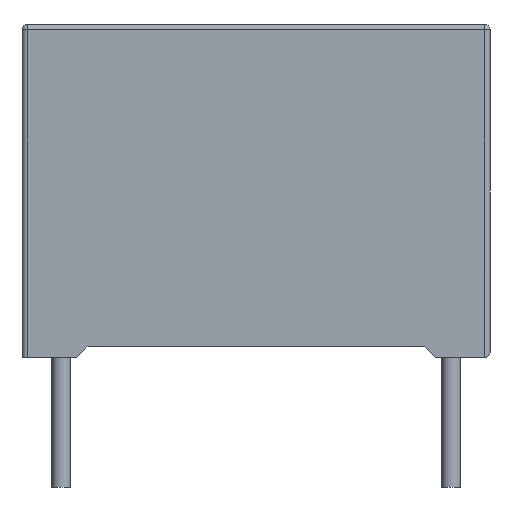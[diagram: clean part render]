
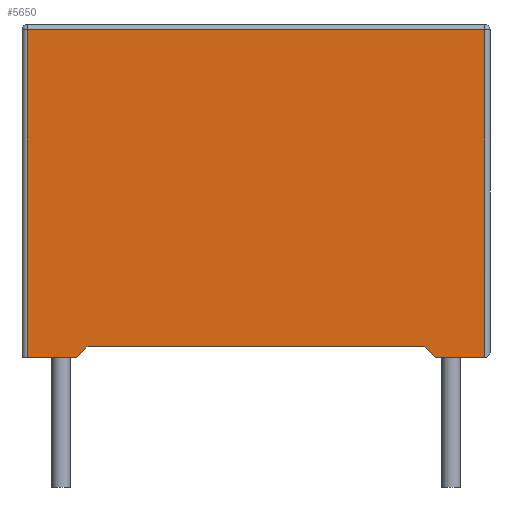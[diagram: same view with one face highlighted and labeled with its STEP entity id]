
A CAD part, front view. The second image highlights one B-rep face of the part: STEP entity #5650.
In plain terms, the highlighted planar face has unit normal (0, -1, 0).
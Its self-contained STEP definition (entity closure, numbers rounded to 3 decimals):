
#11 = CARTESIAN_POINT ( 'NONE',  ( -9., -3.5, 12.8 ) ) ;
#524 = EDGE_CURVE ( 'NONE', #859, #4627, #9426, .T. ) ;
#537 = DIRECTION ( 'NONE',  ( 1., 0., 0. ) ) ;
#859 = VERTEX_POINT ( 'NONE', #7632 ) ;
#862 = VECTOR ( 'NONE', #10903, 1000. ) ;
#870 = LINE ( 'NONE', #10156, #862 ) ;
#943 = CARTESIAN_POINT ( 'NONE',  ( -6.9, -3.5, 0. ) ) ;
#1071 = VECTOR ( 'NONE', #537, 1000. ) ;
#1112 = EDGE_CURVE ( 'NONE', #2480, #8735, #2502, .T. ) ;
#1430 = ORIENTED_EDGE ( 'NONE', *, *, #3872, .T. ) ;
#1938 = LINE ( 'NONE', #10141, #9304 ) ;
#2480 = VERTEX_POINT ( 'NONE', #943 ) ;
#2502 = LINE ( 'NONE', #7187, #7363 ) ;
#2820 = VERTEX_POINT ( 'NONE', #10572 ) ;
#3193 = VERTEX_POINT ( 'NONE', #11146 ) ;
#3226 = ORIENTED_EDGE ( 'NONE', *, *, #524, .T. ) ;
#3350 = EDGE_LOOP ( 'NONE', ( #3226, #10176, #5452, #9847, #1430, #5399, #6843, #5104 ) ) ;
#3592 = LINE ( 'NONE', #4592, #8369 ) ;
#3702 = DIRECTION ( 'NONE',  ( 0., 0., 1. ) ) ;
#3843 = AXIS2_PLACEMENT_3D ( 'NONE', #11, #10984, #3702 ) ;
#3872 = EDGE_CURVE ( 'NONE', #5568, #2480, #6903, .T. ) ;
#4450 = FACE_OUTER_BOUND ( 'NONE', #3350, .T. ) ;
#4592 = CARTESIAN_POINT ( 'NONE',  ( -9., -3.5, 12.6 ) ) ;
#4627 = VERTEX_POINT ( 'NONE', #8214 ) ;
#4696 = CARTESIAN_POINT ( 'NONE',  ( 8.8, -3.5, 12.8 ) ) ;
#4863 = CARTESIAN_POINT ( 'NONE',  ( -6.5, -3.5, 0.4 ) ) ;
#5104 = ORIENTED_EDGE ( 'NONE', *, *, #6289, .T. ) ;
#5110 = LINE ( 'NONE', #7091, #11508 ) ;
#5181 = CARTESIAN_POINT ( 'NONE',  ( -9., -3.5, 0. ) ) ;
#5399 = ORIENTED_EDGE ( 'NONE', *, *, #1112, .T. ) ;
#5452 = ORIENTED_EDGE ( 'NONE', *, *, #7676, .T. ) ;
#5557 = DIRECTION ( 'NONE',  ( 0.707, 0., -0.707 ) ) ;
#5568 = VERTEX_POINT ( 'NONE', #11899 ) ;
#5650 = ADVANCED_FACE ( 'NONE', ( #4450 ), #10124, .F. ) ;
#5695 = DIRECTION ( 'NONE',  ( 1., 0., 0. ) ) ;
#6009 = EDGE_CURVE ( 'NONE', #4627, #6517, #11505, .T. ) ;
#6289 = EDGE_CURVE ( 'NONE', #3193, #859, #1938, .T. ) ;
#6517 = VERTEX_POINT ( 'NONE', #11580 ) ;
#6838 = DIRECTION ( 'NONE',  ( 0., 0., -1. ) ) ;
#6843 = ORIENTED_EDGE ( 'NONE', *, *, #11320, .F. ) ;
#6903 = LINE ( 'NONE', #5181, #1071 ) ;
#7091 = CARTESIAN_POINT ( 'NONE',  ( -8.8, -3.5, 12.8 ) ) ;
#7187 = CARTESIAN_POINT ( 'NONE',  ( -1.55, -3.5, 5.35 ) ) ;
#7363 = VECTOR ( 'NONE', #8901, 1000. ) ;
#7632 = CARTESIAN_POINT ( 'NONE',  ( 6.9, -3.5, 0. ) ) ;
#7676 = EDGE_CURVE ( 'NONE', #6517, #2820, #3592, .T. ) ;
#8078 = EDGE_CURVE ( 'NONE', #2820, #5568, #5110, .T. ) ;
#8214 = CARTESIAN_POINT ( 'NONE',  ( 8.8, -3.5, 0. ) ) ;
#8369 = VECTOR ( 'NONE', #9213, 1000. ) ;
#8735 = VERTEX_POINT ( 'NONE', #4863 ) ;
#8901 = DIRECTION ( 'NONE',  ( 0.707, 0., 0.707 ) ) ;
#9213 = DIRECTION ( 'NONE',  ( -1., 0., 0. ) ) ;
#9304 = VECTOR ( 'NONE', #5557, 1000. ) ;
#9426 = LINE ( 'NONE', #10225, #11599 ) ;
#9484 = DIRECTION ( 'NONE',  ( 0., 0., 1. ) ) ;
#9847 = ORIENTED_EDGE ( 'NONE', *, *, #8078, .T. ) ;
#10124 = PLANE ( 'NONE',  #3843 ) ;
#10141 = CARTESIAN_POINT ( 'NONE',  ( -7.45, -3.5, 14.35 ) ) ;
#10156 = CARTESIAN_POINT ( 'NONE',  ( -7., -3.5, 0.4 ) ) ;
#10176 = ORIENTED_EDGE ( 'NONE', *, *, #6009, .T. ) ;
#10225 = CARTESIAN_POINT ( 'NONE',  ( -9., -3.5, 0. ) ) ;
#10572 = CARTESIAN_POINT ( 'NONE',  ( -8.8, -3.5, 12.6 ) ) ;
#10901 = VECTOR ( 'NONE', #9484, 1000. ) ;
#10903 = DIRECTION ( 'NONE',  ( -1., 0., 0. ) ) ;
#10984 = DIRECTION ( 'NONE',  ( 0., 1., 0. ) ) ;
#11146 = CARTESIAN_POINT ( 'NONE',  ( 6.5, -3.5, 0.4 ) ) ;
#11320 = EDGE_CURVE ( 'NONE', #3193, #8735, #870, .T. ) ;
#11505 = LINE ( 'NONE', #4696, #10901 ) ;
#11508 = VECTOR ( 'NONE', #6838, 1000. ) ;
#11580 = CARTESIAN_POINT ( 'NONE',  ( 8.8, -3.5, 12.6 ) ) ;
#11599 = VECTOR ( 'NONE', #5695, 1000. ) ;
#11899 = CARTESIAN_POINT ( 'NONE',  ( -8.8, -3.5, 0. ) ) ;
